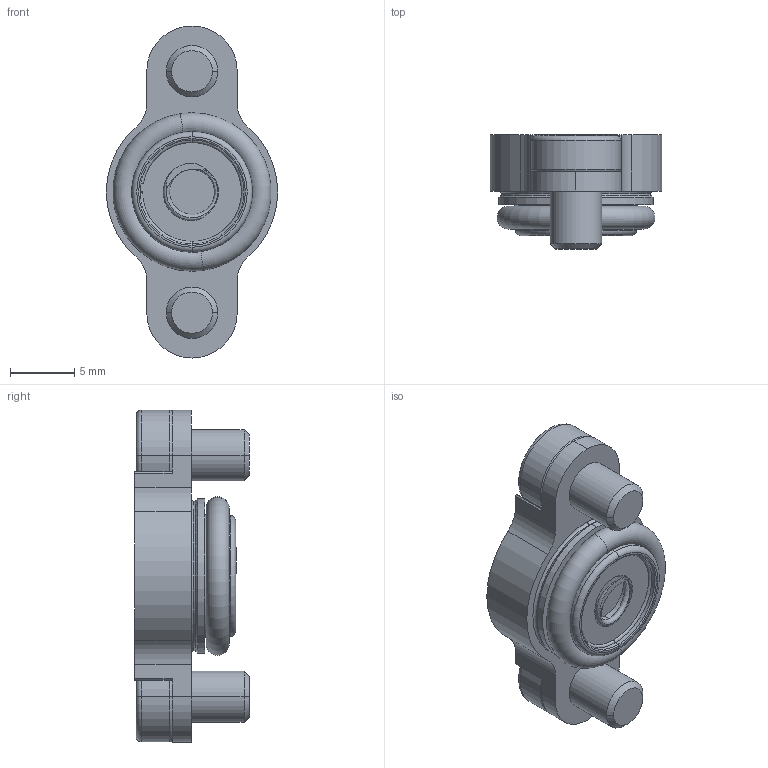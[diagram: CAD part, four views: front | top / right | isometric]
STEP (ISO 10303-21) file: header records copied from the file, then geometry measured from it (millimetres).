
FILE_DESCRIPTION (( 'STEP AP214' ), '1' );
FILE_NAME ('STARK_704 200_A.STEP', '2016-09-21T14:19:04', ( '' ), ( '' ), 'SwSTEP 2.0', 'SolidWorks 2015', '' );
FILE_SCHEMA (( 'AUTOMOTIVE_DESIGN' ));
Length unit declared in the file: millimetre
Products named in the file (1): STARK_704 200_A
Bounding box: 13.35 x 8.91 x 25.85 mm (x, y, z)
Volume: 1362.9 mm3; surface area: 1284.4 mm2
Topology: 1 solids, 1 shells, 119 faces, 282 edges, 177 vertices
Faces by surface type: plane 44, cylinder 37, torus 26, cone 10, bspline 2
Entity records: 6201 total; most frequent: CARTESIAN_POINT 2661, DIRECTION 646, ORIENTED_EDGE 560, EDGE_CURVE 280, AXIS2_PLACEMENT_3D 260, VERTEX_POINT 177, CIRCLE 142, EDGE_LOOP 133
